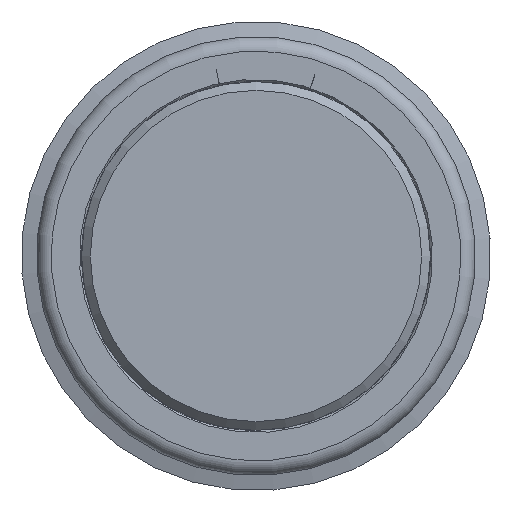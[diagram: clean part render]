
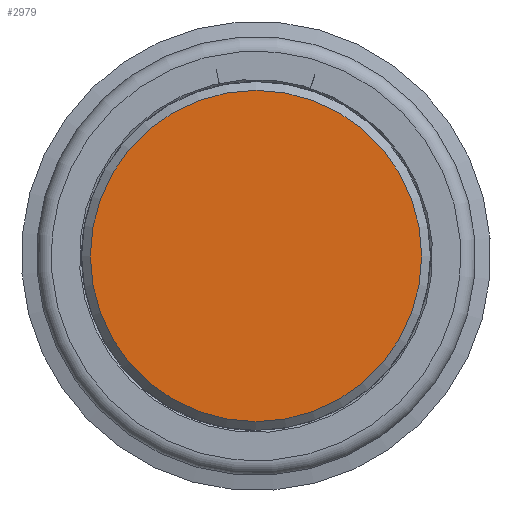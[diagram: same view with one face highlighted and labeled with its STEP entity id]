
A CAD part, left-side view. The second image highlights one B-rep face of the part: STEP entity #2979.
In plain terms, the highlighted planar face has unit normal (-1, 0, 0).
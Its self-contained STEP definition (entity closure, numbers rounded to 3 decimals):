
#2963=CARTESIAN_POINT('',(0.,5.35,0.0));
#2964=DIRECTION('',(-1.0,0.0,0.0));
#2965=DIRECTION('',(0.0,0.0,1.0));
#2966=AXIS2_PLACEMENT_3D('',#2963,#2964,#2965);
#2967=PLANE('',#2966);
#2968=CARTESIAN_POINT('',(0.,5.7,0.0));
#2969=VERTEX_POINT('',#2968);
#2970=CARTESIAN_POINT('',(0.0,0.0,0.0));
#2971=DIRECTION('',(1.0,0.0,0.0));
#2972=DIRECTION('',(0.0,1.0,0.0));
#2973=AXIS2_PLACEMENT_3D('',#2970,#2971,#2972);
#2974=CIRCLE('',#2973,5.7);
#2975=EDGE_CURVE('',#2969,#2969,#2974,.T.);
#2976=ORIENTED_EDGE('',*,*,#2975,.F.);
#2977=EDGE_LOOP('',(#2976));
#2978=FACE_OUTER_BOUND('',#2977,.T.);
#2979=ADVANCED_FACE('',(#2978),#2967,.T.);
